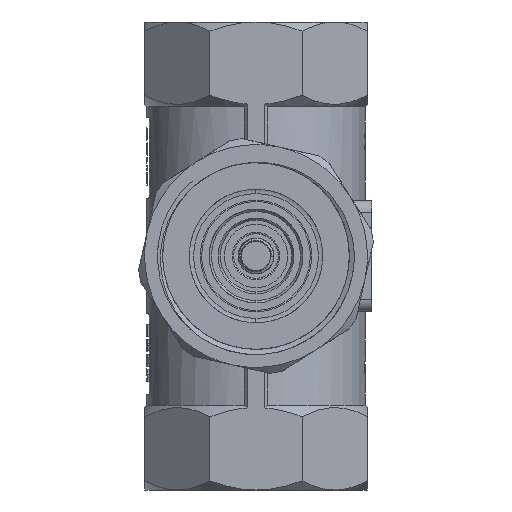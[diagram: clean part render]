
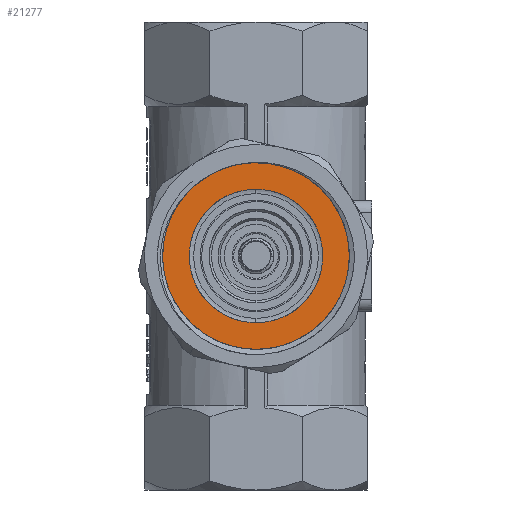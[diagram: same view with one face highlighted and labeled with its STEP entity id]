
A CAD part, front view. The second image highlights one B-rep face of the part: STEP entity #21277.
In plain terms, the highlighted planar face has unit normal (0, -1, 0).
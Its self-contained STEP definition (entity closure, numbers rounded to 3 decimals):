
#15205=CARTESIAN_POINT('',(-40.911,-51.311,
93.409));
#15206=CARTESIAN_POINT('',(-41.52,-51.311,
94.263));
#15207=CARTESIAN_POINT('',(-42.599,-51.311,
96.042));
#15208=CARTESIAN_POINT('',(-43.821,-51.311,
98.951));
#15209=CARTESIAN_POINT('',(-44.599,-51.311,
102.035));
#15210=CARTESIAN_POINT('',(-44.907,-51.311,
105.167));
#15211=CARTESIAN_POINT('',(-44.745,-51.311,
108.383));
#15212=CARTESIAN_POINT('',(-44.125,-51.311,
111.481));
#15213=CARTESIAN_POINT('',(-43.03,-51.311,
114.528));
#15214=CARTESIAN_POINT('',(-41.516,-51.311,
117.331));
#15215=CARTESIAN_POINT('',(-39.602,-51.311,
119.902));
#15216=CARTESIAN_POINT('',(-37.3,-51.311,
122.198));
#15217=CARTESIAN_POINT('',(-35.574,-51.311,
123.476));
#15218=CARTESIAN_POINT('',(-34.655,-51.311,
124.057));
#15495=CARTESIAN_POINT('',(-23.454,-51.311,105.));
#15496=DIRECTION('',(0.,-1.,0.));
#15497=DIRECTION('',(-0.833,0.,-0.553));
#15498=AXIS2_PLACEMENT_3D('',#15495,#15496,#15497);
#15500=CARTESIAN_POINT('',(-23.454,-51.311,105.));
#15501=DIRECTION('',(0.,-1.,0.));
#15502=DIRECTION('',(-0.338,0.,0.941));
#15503=AXIS2_PLACEMENT_3D('',#15500,#15501,#15502);
#15505=DIRECTION('',(-0.338,0.,0.941));
#15506=VECTOR('',#15505,1.15);
#15507=CARTESIAN_POINT('',(-30.545,-51.311,
124.719));
#15508=LINE('',#15507,#15506);
#15509=CARTESIAN_POINT('',(-23.454,-51.311,105.));
#15510=DIRECTION('',(0.,-1.,0.));
#15511=DIRECTION('',(0.562,0.,0.827));
#15512=AXIS2_PLACEMENT_3D('',#15509,#15510,#15511);
#15514=CARTESIAN_POINT('',(-23.454,-51.311,105.));
#15515=DIRECTION('',(0.,-1.,0.));
#15516=DIRECTION('',(-0.562,0.,-0.827));
#15517=AXIS2_PLACEMENT_3D('',#15514,#15515,#15516);
#15519=CARTESIAN_POINT('',(-23.454,-51.311,105.));
#15520=DIRECTION('',(0.,1.,0.));
#15521=DIRECTION('',(0.562,0.,0.827));
#15522=AXIS2_PLACEMENT_3D('',#15519,#15520,#15521);
#15524=CARTESIAN_POINT('',(-23.454,-51.311,105.));
#15525=DIRECTION('',(0.,1.,0.));
#15526=DIRECTION('',(-0.562,0.,-0.827));
#15527=AXIS2_PLACEMENT_3D('',#15524,#15525,#15526);
#16140=CARTESIAN_POINT('',(-34.655,-51.311,
124.057));
#17777=CARTESIAN_POINT('',(-31.89,-51.311,
92.597));
#17778=CARTESIAN_POINT('',(-15.018,-51.311,
117.403));
#17779=VERTEX_POINT('',#17777);
#17780=VERTEX_POINT('',#17778);
#17836=CARTESIAN_POINT('',(-11.669,-51.311,
122.327));
#17837=CARTESIAN_POINT('',(-30.545,-51.311,
124.719));
#17838=VERTEX_POINT('',#17836);
#17839=VERTEX_POINT('',#17837);
#17908=VERTEX_POINT('',#16140);
#17909=CARTESIAN_POINT('',(-30.934,-51.311,
125.801));
#17910=VERTEX_POINT('',#17909);
#17911=CARTESIAN_POINT('',(-40.911,-51.311,
93.409));
#17912=CARTESIAN_POINT('',(-35.239,-51.311,
87.673));
#17913=VERTEX_POINT('',#17911);
#17914=VERTEX_POINT('',#17912);
#21255=CARTESIAN_POINT('',(-23.454,-51.311,105.));
#21256=DIRECTION('',(0.,-1.,0.));
#21257=DIRECTION('',(-0.562,0.,-0.827));
#21258=AXIS2_PLACEMENT_3D('',#21255,#21256,#21257);
#21259=PLANE('',#21258);
#21261=ORIENTED_EDGE('',*,*,#21260,.F.);
#21262=ORIENTED_EDGE('',*,*,#19585,.T.);
#21264=ORIENTED_EDGE('',*,*,#21263,.F.);
#21265=ORIENTED_EDGE('',*,*,#18021,.F.);
#21267=ORIENTED_EDGE('',*,*,#21266,.F.);
#21269=ORIENTED_EDGE('',*,*,#21268,.F.);
#21270=EDGE_LOOP('',(#21261,#21262,#21264,#21265,#21267,#21269));
#21271=FACE_OUTER_BOUND('',#21270,.F.);
#21272=ORIENTED_EDGE('',*,*,#21185,.F.);
#21274=ORIENTED_EDGE('',*,*,#21273,.F.);
#21275=EDGE_LOOP('',(#21272,#21274));
#21276=FACE_BOUND('',#21275,.F.);
#21277=ADVANCED_FACE('',(#21271,#21276),#21259,.T.);
#15219=B_SPLINE_CURVE_WITH_KNOTS('',3,(#15205,#15206,#15207,#15208,#15209,
#15210,#15211,#15212,#15213,#15214,#15215,#15216,#15217,#15218),.UNSPECIFIED.,
.F.,.F.,(4,1,1,1,1,1,1,1,1,1,1,4),(0.,0.091,0.182,
0.273,0.364,0.455,0.545,
0.636,0.727,0.818,0.909,1.),
.UNSPECIFIED.);
#15499=CIRCLE('',#15498,20.955);
#15504=CIRCLE('',#15503,22.105);
#15513=CIRCLE('',#15512,20.955);
#15518=CIRCLE('',#15517,20.955);
#15523=CIRCLE('',#15522,15.);
#15528=CIRCLE('',#15527,15.);
#18021=EDGE_CURVE('',#17839,#17910,#15508,.T.);
#19585=EDGE_CURVE('',#17913,#17908,#15219,.T.);
#21185=EDGE_CURVE('',#17780,#17779,#15523,.T.);
#21260=EDGE_CURVE('',#17913,#17914,#15499,.T.);
#21263=EDGE_CURVE('',#17910,#17908,#15504,.T.);
#21266=EDGE_CURVE('',#17838,#17839,#15513,.T.);
#21268=EDGE_CURVE('',#17914,#17838,#15518,.T.);
#21273=EDGE_CURVE('',#17779,#17780,#15528,.T.);
